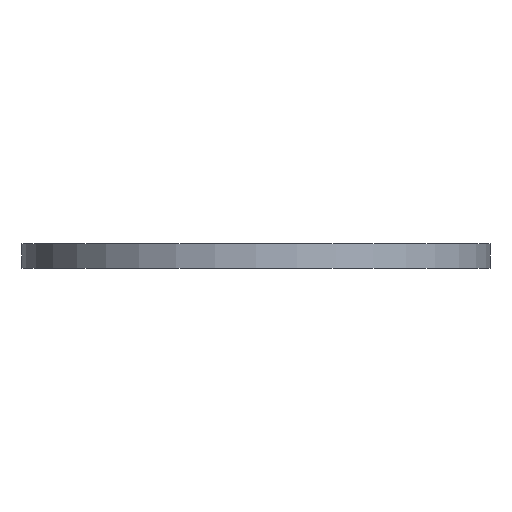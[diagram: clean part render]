
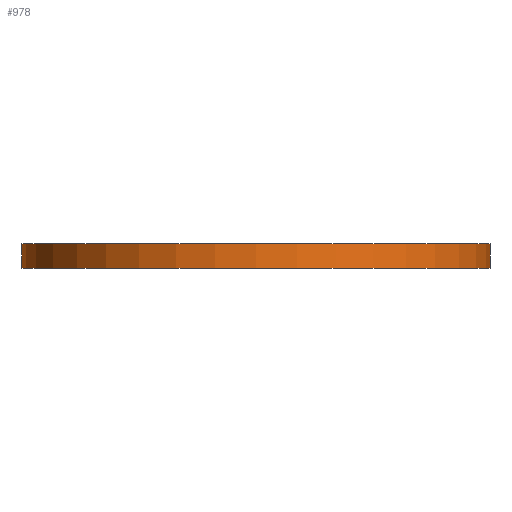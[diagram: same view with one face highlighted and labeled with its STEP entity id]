
A CAD part, front view. The second image highlights one B-rep face of the part: STEP entity #978.
In plain terms, the highlighted cylindrical face has radius 30 mm (diameter 60 mm), a partial arc.
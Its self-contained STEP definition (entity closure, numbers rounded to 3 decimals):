
#93 = VECTOR ( 'NONE', #1143, 1000. ) ;
#139 = CARTESIAN_POINT ( 'NONE',  ( 54.583, -59.583, 0. ) ) ;
#144 = CARTESIAN_POINT ( 'NONE',  ( 24.583, -59.583, 3.175 ) ) ;
#149 = AXIS2_PLACEMENT_3D ( 'NONE', #144, #1126, #367 ) ;
#159 = EDGE_LOOP ( 'NONE', ( #1121, #190, #291, #218 ) ) ;
#162 = CARTESIAN_POINT ( 'NONE',  ( -5.417, -59.583, 0. ) ) ;
#185 = DIRECTION ( 'NONE',  ( 1., 0., 0. ) ) ;
#190 = ORIENTED_EDGE ( 'NONE', *, *, #534, .F. ) ;
#213 = CYLINDRICAL_SURFACE ( 'NONE', #149, 30. ) ;
#218 = ORIENTED_EDGE ( 'NONE', *, *, #1360, .T. ) ;
#238 = CARTESIAN_POINT ( 'NONE',  ( 54.583, -59.583, 3.175 ) ) ;
#291 = ORIENTED_EDGE ( 'NONE', *, *, #1406, .F. ) ;
#315 = CIRCLE ( 'NONE', #1285, 30. ) ;
#367 = DIRECTION ( 'NONE',  ( -1., 0., 0. ) ) ;
#534 = EDGE_CURVE ( 'NONE', #782, #1380, #1397, .T. ) ;
#607 = DIRECTION ( 'NONE',  ( 0., 0., -1. ) ) ;
#649 = FACE_OUTER_BOUND ( 'NONE', #159, .T. ) ;
#676 = DIRECTION ( 'NONE',  ( 1., 0., 0. ) ) ;
#677 = DIRECTION ( 'NONE',  ( 0., 0., 1. ) ) ;
#701 = CARTESIAN_POINT ( 'NONE',  ( -5.417, -59.583, 3.175 ) ) ;
#754 = VERTEX_POINT ( 'NONE', #162 ) ;
#782 = VERTEX_POINT ( 'NONE', #238 ) ;
#797 = CIRCLE ( 'NONE', #1180, 30. ) ;
#913 = CARTESIAN_POINT ( 'NONE',  ( 54.583, -59.583, 3.175 ) ) ;
#914 = CARTESIAN_POINT ( 'NONE',  ( 24.583, -59.583, 3.175 ) ) ;
#970 = LINE ( 'NONE', #1280, #1006 ) ;
#978 = ADVANCED_FACE ( 'NONE', ( #649 ), #213, .T. ) ;
#984 = EDGE_CURVE ( 'NONE', #754, #1380, #315, .T. ) ;
#1006 = VECTOR ( 'NONE', #607, 1000. ) ;
#1036 = DIRECTION ( 'NONE',  ( 0., 0., 1. ) ) ;
#1121 = ORIENTED_EDGE ( 'NONE', *, *, #984, .T. ) ;
#1126 = DIRECTION ( 'NONE',  ( 0., 0., -1. ) ) ;
#1143 = DIRECTION ( 'NONE',  ( 0., 0., -1. ) ) ;
#1180 = AXIS2_PLACEMENT_3D ( 'NONE', #914, #677, #185 ) ;
#1280 = CARTESIAN_POINT ( 'NONE',  ( -5.417, -59.583, 3.175 ) ) ;
#1285 = AXIS2_PLACEMENT_3D ( 'NONE', #1323, #1036, #676 ) ;
#1307 = VERTEX_POINT ( 'NONE', #701 ) ;
#1323 = CARTESIAN_POINT ( 'NONE',  ( 24.583, -59.583, 0. ) ) ;
#1360 = EDGE_CURVE ( 'NONE', #1307, #754, #970, .T. ) ;
#1380 = VERTEX_POINT ( 'NONE', #139 ) ;
#1397 = LINE ( 'NONE', #913, #93 ) ;
#1406 = EDGE_CURVE ( 'NONE', #1307, #782, #797, .T. ) ;
